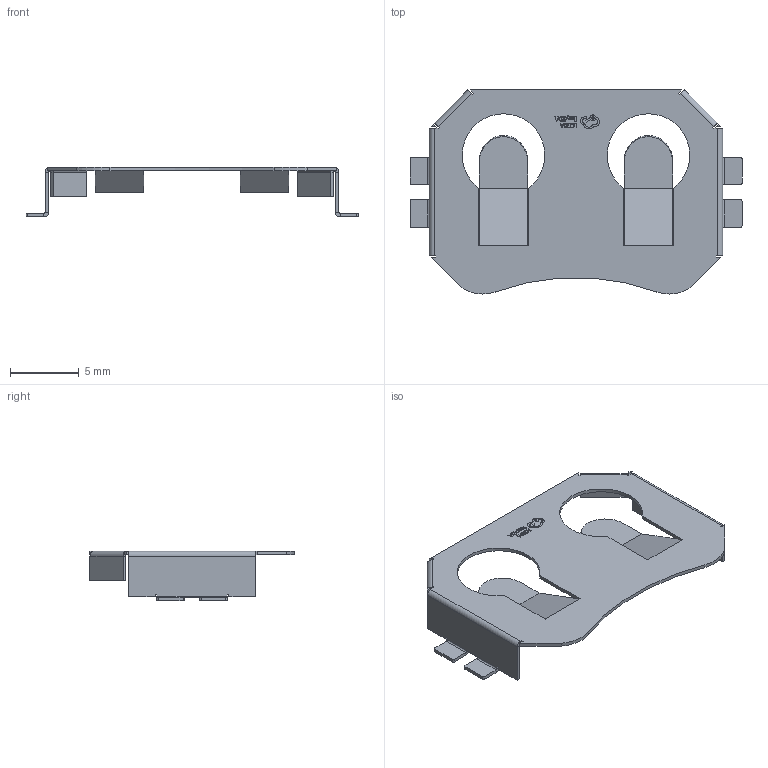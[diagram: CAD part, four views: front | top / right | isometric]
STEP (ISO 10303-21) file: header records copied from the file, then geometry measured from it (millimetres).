
FILE_DESCRIPTION (( 'STEP AP214' ), '1' );
FILE_NAME ('BAT-SMD_MY-2032-12.step', '2022-06-16T11:00:31', ( '' ), ( '' ), 'SwSTEP 2.0', 'SolidWorks 2020', '' );
FILE_SCHEMA (( 'AUTOMOTIVE_DESIGN' ));
Length unit declared in the file: millimetre
Products named in the file (1): BAT-SMD_MY-2032-12
Bounding box: 24.1 x 14.81 x 3.61 mm (x, y, z)
Volume: 84.1 mm3; surface area: 727 mm2
Topology: 1 solids, 1 shells, 384 faces, 1017 edges, 654 vertices
Faces by surface type: plane 253, bspline 98, cylinder 33
Entity records: 14663 total; most frequent: CARTESIAN_POINT 3386, ORIENTED_EDGE 2034, DIRECTION 1449, EDGE_CURVE 1017, LINE 743, VECTOR 743, VERTEX_POINT 654, EDGE_LOOP 407
